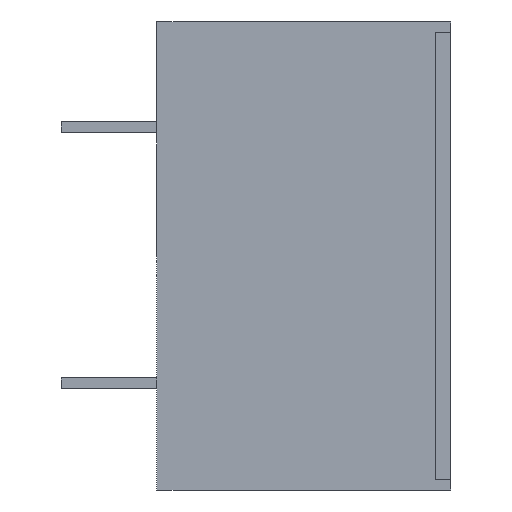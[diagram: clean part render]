
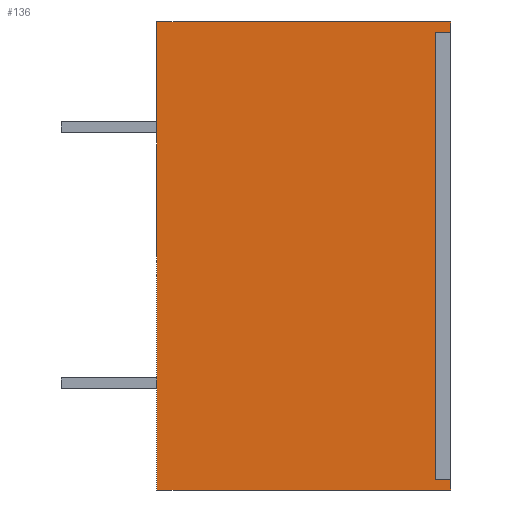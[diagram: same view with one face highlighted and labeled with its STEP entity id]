
A CAD part, left-side view. The second image highlights one B-rep face of the part: STEP entity #136.
In plain terms, the highlighted planar face has unit normal (-1, 0, 0).
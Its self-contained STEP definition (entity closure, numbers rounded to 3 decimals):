
#12 = ORIENTED_EDGE ( 'NONE', *, *, #1038, .F. ) ;
#16 = DIRECTION ( 'NONE',  ( 0., 0., -1. ) ) ;
#38 = CARTESIAN_POINT ( 'NONE',  ( -30.05, 2.06, 30.545 ) ) ;
#52 = DIRECTION ( 'NONE',  ( 0., -1., 0. ) ) ;
#53 = EDGE_CURVE ( 'NONE', #810, #418, #621, .T. ) ;
#54 = VECTOR ( 'NONE', #16, 1000. ) ;
#96 = DIRECTION ( 'NONE',  ( 0., 1., 0. ) ) ;
#136 = ADVANCED_FACE ( 'NONE', ( #940 ), #562, .F. ) ;
#153 = CARTESIAN_POINT ( 'NONE',  ( -30.05, 40.09, 31.945 ) ) ;
#162 = DIRECTION ( 'NONE',  ( 0., 1., 0. ) ) ;
#176 = DIRECTION ( 'NONE',  ( 0., 0., 1. ) ) ;
#177 = LINE ( 'NONE', #180, #930 ) ;
#180 = CARTESIAN_POINT ( 'NONE',  ( -30.05, 0., -31.945 ) ) ;
#211 = CARTESIAN_POINT ( 'NONE',  ( -30.05, 0., 31.945 ) ) ;
#228 = ORIENTED_EDGE ( 'NONE', *, *, #1015, .T. ) ;
#233 = DIRECTION ( 'NONE',  ( 0., -1., 0. ) ) ;
#246 = CARTESIAN_POINT ( 'NONE',  ( -30.05, 40.09, -30.545 ) ) ;
#250 = VERTEX_POINT ( 'NONE', #153 ) ;
#263 = CARTESIAN_POINT ( 'NONE',  ( -30.05, 0., 31.945 ) ) ;
#314 = LINE ( 'NONE', #916, #582 ) ;
#329 = DIRECTION ( 'NONE',  ( 0., 0., -1. ) ) ;
#348 = CARTESIAN_POINT ( 'NONE',  ( -30.05, 40.09, -31.945 ) ) ;
#355 = LINE ( 'NONE', #581, #468 ) ;
#370 = LINE ( 'NONE', #991, #897 ) ;
#384 = CARTESIAN_POINT ( 'NONE',  ( -30.05, 40.09, 30.545 ) ) ;
#416 = CARTESIAN_POINT ( 'NONE',  ( -30.05, 2.06, -30.545 ) ) ;
#418 = VERTEX_POINT ( 'NONE', #981 ) ;
#444 = AXIS2_PLACEMENT_3D ( 'NONE', #246, #658, #329 ) ;
#451 = VECTOR ( 'NONE', #233, 1000. ) ;
#464 = VECTOR ( 'NONE', #694, 1000. ) ;
#468 = VECTOR ( 'NONE', #96, 1000. ) ;
#492 = EDGE_LOOP ( 'NONE', ( #882, #872, #656, #771, #732, #12, #726, #228 ) ) ;
#496 = DIRECTION ( 'NONE',  ( 0., 0., -1. ) ) ;
#513 = EDGE_CURVE ( 'NONE', #861, #250, #975, .T. ) ;
#558 = VECTOR ( 'NONE', #496, 1000. ) ;
#562 = PLANE ( 'NONE',  #444 ) ;
#564 = VERTEX_POINT ( 'NONE', #858 ) ;
#581 = CARTESIAN_POINT ( 'NONE',  ( -30.05, 40.09, -31.945 ) ) ;
#582 = VECTOR ( 'NONE', #52, 1000. ) ;
#608 = CARTESIAN_POINT ( 'NONE',  ( -30.05, 0., -31.945 ) ) ;
#610 = LINE ( 'NONE', #416, #558 ) ;
#621 = LINE ( 'NONE', #384, #451 ) ;
#656 = ORIENTED_EDGE ( 'NONE', *, *, #974, .F. ) ;
#658 = DIRECTION ( 'NONE',  ( 1., 0., 0. ) ) ;
#694 = DIRECTION ( 'NONE',  ( 0., 0., 1. ) ) ;
#726 = ORIENTED_EDGE ( 'NONE', *, *, #1006, .T. ) ;
#732 = ORIENTED_EDGE ( 'NONE', *, *, #513, .F. ) ;
#771 = ORIENTED_EDGE ( 'NONE', *, *, #871, .F. ) ;
#810 = VERTEX_POINT ( 'NONE', #38 ) ;
#815 = VERTEX_POINT ( 'NONE', #608 ) ;
#837 = CARTESIAN_POINT ( 'NONE',  ( -30.05, 40.09, -30.545 ) ) ;
#858 = CARTESIAN_POINT ( 'NONE',  ( -30.05, 2.06, -30.545 ) ) ;
#861 = VERTEX_POINT ( 'NONE', #348 ) ;
#871 = EDGE_CURVE ( 'NONE', #250, #963, #314, .T. ) ;
#872 = ORIENTED_EDGE ( 'NONE', *, *, #53, .T. ) ;
#882 = ORIENTED_EDGE ( 'NONE', *, *, #972, .F. ) ;
#897 = VECTOR ( 'NONE', #162, 1000. ) ;
#906 = CARTESIAN_POINT ( 'NONE',  ( -30.05, 0., -30.545 ) ) ;
#916 = CARTESIAN_POINT ( 'NONE',  ( -30.05, 40.09, 31.945 ) ) ;
#930 = VECTOR ( 'NONE', #176, 1000. ) ;
#940 = FACE_OUTER_BOUND ( 'NONE', #492, .T. ) ;
#943 = LINE ( 'NONE', #263, #54 ) ;
#963 = VERTEX_POINT ( 'NONE', #211 ) ;
#972 = EDGE_CURVE ( 'NONE', #810, #564, #610, .T. ) ;
#974 = EDGE_CURVE ( 'NONE', #963, #418, #943, .T. ) ;
#975 = LINE ( 'NONE', #837, #464 ) ;
#981 = CARTESIAN_POINT ( 'NONE',  ( -30.05, 0., 30.545 ) ) ;
#991 = CARTESIAN_POINT ( 'NONE',  ( -30.05, 40.09, -30.545 ) ) ;
#1006 = EDGE_CURVE ( 'NONE', #815, #1039, #177, .T. ) ;
#1015 = EDGE_CURVE ( 'NONE', #1039, #564, #370, .T. ) ;
#1038 = EDGE_CURVE ( 'NONE', #815, #861, #355, .T. ) ;
#1039 = VERTEX_POINT ( 'NONE', #906 ) ;
